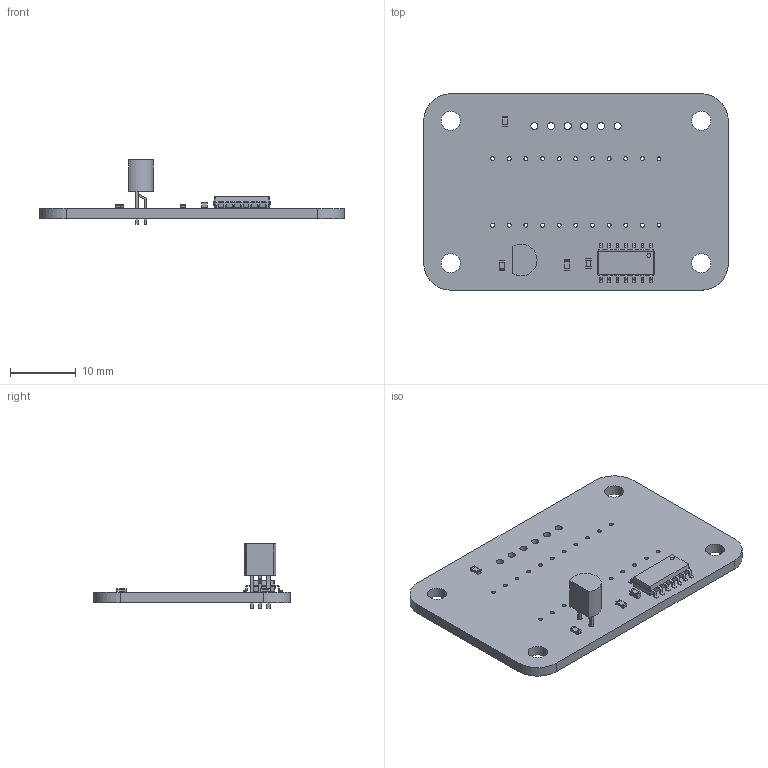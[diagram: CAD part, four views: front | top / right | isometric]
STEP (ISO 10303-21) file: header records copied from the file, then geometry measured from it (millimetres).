
FILE_DESCRIPTION(('KiCad electronic assembly'),'2;1');
FILE_NAME('CCD_Board.step','2023-04-21T20:38:03',('Pcbnew'),('Kicad'), 'Open CASCADE STEP processor 7.6','KiCad to STEP converter','Unknown' );
FILE_SCHEMA(('AUTOMOTIVE_DESIGN { 1 0 10303 214 1 1 1 1 }'));
Length unit declared in the file: millimetre
Products named in the file (10): CCD_Board 1; R_0603_1608Metric; SOLID; TO-92; C_0603_1608Metric; SOIC-14_3.9x8.7mm_P1.27mm; CCD_Board PCB
Assembly tree (11 placements, depth 3):
  CCD_Board 1
    R_0603_1608Metric  x3
      SOLID
    TO-92
      SOLID
    C_0603_1608Metric
      SOLID
    SOIC-14_3.9x8.7mm_P1.27mm
      SOLID
    CCD_Board PCB
Bounding box: 46.48 x 29.98 x 9.8 mm (x, y, z)
Volume: 2275.2 mm3; surface area: 3359.8 mm2
Topology: 7 solids, 7 shells, 420 faces, 1108 edges, 708 vertices
Faces by surface type: bspline 375, cylinder 39, plane 6
Full cylindrical faces by diameter (mm): 0.6 x22, 0.75 x3, 1.09 x6, 2.946 x4
Entity records: 24467 total; most frequent: CARTESIAN_POINT 8450, B_SPLINE_CURVE_WITH_KNOTS 2217, ORIENTED_EDGE 1944, PCURVE 1944, DEFINITIONAL_REPRESENTATION 1944, EDGE_CURVE 972, SURFACE_CURVE 936, VERTEX_POINT 620
